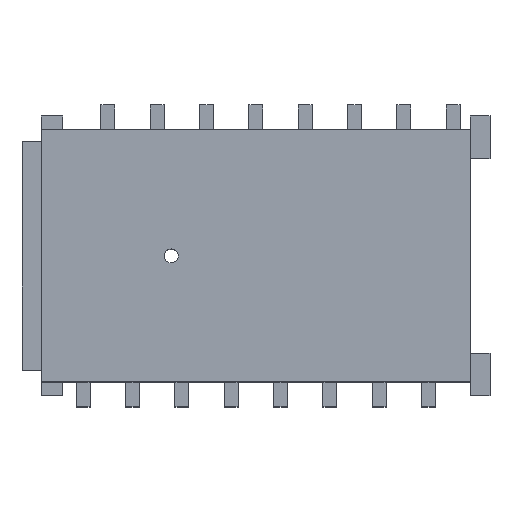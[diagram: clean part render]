
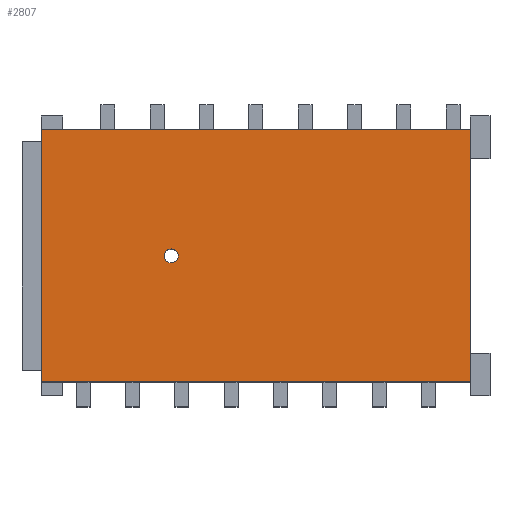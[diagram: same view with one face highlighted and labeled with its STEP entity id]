
A CAD part, top view. The second image highlights one B-rep face of the part: STEP entity #2807.
In plain terms, the highlighted planar face has unit normal (0, 0, 1).
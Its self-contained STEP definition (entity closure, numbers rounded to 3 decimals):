
#35=FACE_BOUND('',#493,.T.);
#177=PLANE('',#2977);
#325=FACE_OUTER_BOUND('',#492,.T.);
#492=EDGE_LOOP('',(#2610,#2611,#2612,#2613));
#493=EDGE_LOOP('',(#2614));
#583=LINE('',#3864,#955);
#645=LINE('',#3986,#1017);
#760=LINE('',#4215,#1132);
#860=LINE('',#4414,#1232);
#955=VECTOR('',#3117,10.);
#1017=VECTOR('',#3229,10.);
#1132=VECTOR('',#3442,10.);
#1232=VECTOR('',#3628,10.);
#1247=CIRCLE('',#2831,0.25);
#1253=VERTEX_POINT('',#3677);
#1335=VERTEX_POINT('',#3861);
#1336=VERTEX_POINT('',#3863);
#1371=VERTEX_POINT('',#3985);
#1436=VERTEX_POINT('',#4213);
#1505=EDGE_CURVE('',#1253,#1253,#1247,.T.);
#1588=EDGE_CURVE('',#1336,#1335,#583,.T.);
#1650=EDGE_CURVE('',#1371,#1336,#645,.T.);
#1765=EDGE_CURVE('',#1335,#1436,#760,.T.);
#1865=EDGE_CURVE('',#1436,#1371,#860,.T.);
#2610=ORIENTED_EDGE('',*,*,#1650,.T.);
#2611=ORIENTED_EDGE('',*,*,#1588,.T.);
#2612=ORIENTED_EDGE('',*,*,#1765,.T.);
#2613=ORIENTED_EDGE('',*,*,#1865,.T.);
#2614=ORIENTED_EDGE('',*,*,#1505,.T.);
#2807=ADVANCED_FACE('',(#325,#35),#177,.T.);
#2831=AXIS2_PLACEMENT_3D('',#3678,#2991,#2992);
#2977=AXIS2_PLACEMENT_3D('',#4424,#3642,#3643);
#2991=DIRECTION('center_axis',(0.,0.,-1.));
#2992=DIRECTION('ref_axis',(1.,0.,0.));
#3117=DIRECTION('',(0.,-1.,0.));
#3229=DIRECTION('',(-1.,0.,0.));
#3442=DIRECTION('',(1.,0.,0.));
#3628=DIRECTION('',(0.,1.,0.));
#3642=DIRECTION('center_axis',(0.,0.,1.));
#3643=DIRECTION('ref_axis',(1.,0.,0.));
#3677=CARTESIAN_POINT('',(4.45,4.55,0.));
#3678=CARTESIAN_POINT('Origin',(4.7,4.55,0.));
#3861=CARTESIAN_POINT('',(0.,0.,0.));
#3863=CARTESIAN_POINT('',(0.,9.1,0.));
#3864=CARTESIAN_POINT('',(0.,9.6,0.));
#3985=CARTESIAN_POINT('',(15.487,9.1,0.));
#3986=CARTESIAN_POINT('',(16.2,9.1,0.));
#4213=CARTESIAN_POINT('',(15.487,0.,0.));
#4215=CARTESIAN_POINT('',(0.,0.,0.));
#4414=CARTESIAN_POINT('',(15.487,-0.5,0.));
#4424=CARTESIAN_POINT('Origin',(7.75,4.55,0.));
